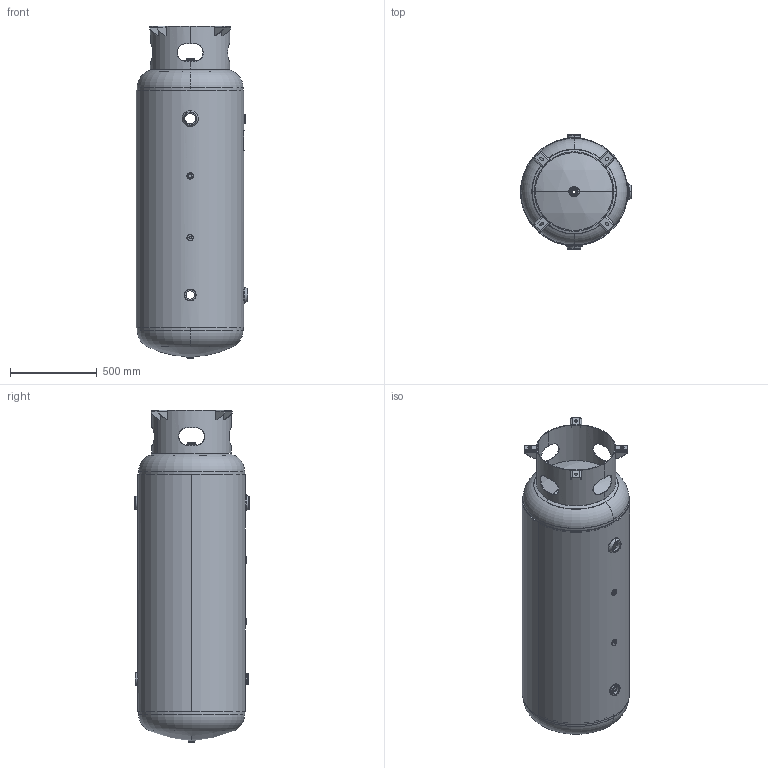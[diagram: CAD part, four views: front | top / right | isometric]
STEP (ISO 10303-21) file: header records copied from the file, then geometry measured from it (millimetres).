
FILE_DESCRIPTION (( 'STEP AP214' ), '1' );
FILE_NAME ('302421.STEP', '2025-04-17T19:24:48', ( '' ), ( '' ), 'SwSTEP 2.0', 'SolidWorks 2022', '' );
FILE_SCHEMA (( 'AUTOMOTIVE_DESIGN' ));
Length unit declared in the file: millimetre
Products named in the file (1): 302421
Bounding box: 640.33 x 657 x 1912.14 mm (x, y, z)
Volume: 17364904.3 mm3; surface area: 7911007.1 mm2
Topology: 19 solids, 19 shells, 418 faces, 936 edges, 564 vertices
Faces by surface type: plane 142, cylinder 120, torus 112, bspline 36, sphere 8
Full cylindrical faces by diameter (mm): 609.6 x1, 618.947 x1
Entity records: 28950 total; most frequent: CARTESIAN_POINT 14751, DIRECTION 2030, ORIENTED_EDGE 1872, EDGE_CURVE 936, AXIS2_PLACEMENT_3D 855, VERTEX_POINT 564, EDGE_LOOP 490, CIRCLE 472
